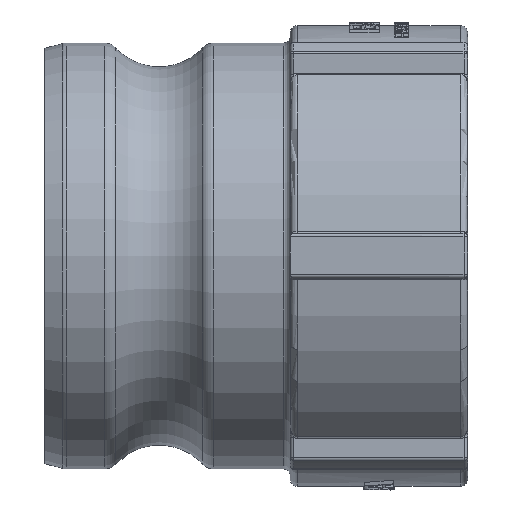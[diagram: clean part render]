
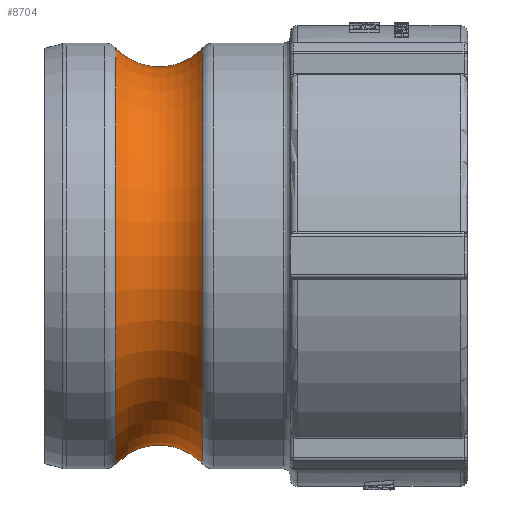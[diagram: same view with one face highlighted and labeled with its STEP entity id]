
A CAD part, top view. The second image highlights one B-rep face of the part: STEP entity #8704.
In plain terms, the highlighted toroidal (fillet/blend) face has major radius 53.365 mm and minor radius 12.7 mm.
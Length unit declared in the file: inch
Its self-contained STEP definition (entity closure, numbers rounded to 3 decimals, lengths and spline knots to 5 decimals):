
#430=TOROIDAL_SURFACE('',#9488,2.101,0.5);
#1874=FACE_BOUND('',#2982,.T.);
#2399=FACE_OUTER_BOUND('',#2981,.T.);
#2981=EDGE_LOOP('',(#7999));
#2982=EDGE_LOOP('',(#8000));
#3182=CIRCLE('',#9083,1.761);
#3183=CIRCLE('',#9085,1.761);
#3600=VERTEX_POINT('',#15374);
#3601=VERTEX_POINT('',#15377);
#4582=EDGE_CURVE('',#3600,#3600,#3182,.T.);
#4583=EDGE_CURVE('',#3601,#3601,#3183,.T.);
#7999=ORIENTED_EDGE('',*,*,#4582,.F.);
#8000=ORIENTED_EDGE('',*,*,#4583,.F.);
#8704=ADVANCED_FACE('',(#2399,#1874),#430,.F.);
#9083=AXIS2_PLACEMENT_3D('',#15375,#10321,#10322);
#9085=AXIS2_PLACEMENT_3D('',#15378,#10325,#10326);
#9488=AXIS2_PLACEMENT_3D('',#21863,#11535,#11536);
#10321=DIRECTION('center_axis',(1.,0.,0.));
#10322=DIRECTION('ref_axis',(0.,-1.,0.));
#10325=DIRECTION('center_axis',(-1.,0.,0.));
#10326=DIRECTION('ref_axis',(0.,-1.,0.));
#11535=DIRECTION('center_axis',(1.,0.,0.));
#11536=DIRECTION('ref_axis',(0.,0.,-1.));
#15374=CARTESIAN_POINT('',(1.35661,1.761,0.));
#15375=CARTESIAN_POINT('Origin',(1.35661,0.,0.));
#15377=CARTESIAN_POINT('',(0.62339,1.761,0.));
#15378=CARTESIAN_POINT('Origin',(0.62339,0.,0.));
#21863=CARTESIAN_POINT('Origin',(0.99,0.,0.));
